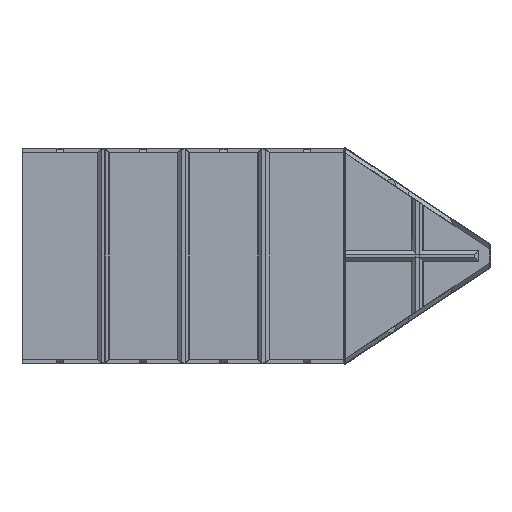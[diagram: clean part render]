
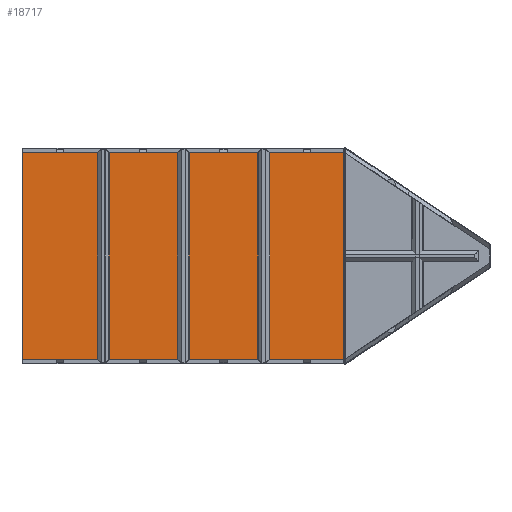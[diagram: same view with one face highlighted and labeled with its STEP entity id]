
A CAD part, front view. The second image highlights one B-rep face of the part: STEP entity #18717.
In plain terms, the highlighted planar face has unit normal (0, -1, 0).
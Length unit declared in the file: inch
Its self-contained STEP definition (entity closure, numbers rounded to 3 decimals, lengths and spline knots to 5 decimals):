
#2346 = DIRECTION ( 'NONE',  ( 1., 0., 0. ) ) ;
#2585 = CARTESIAN_POINT ( 'NONE',  ( 44.75, -0.25, 0. ) ) ;
#2788 = EDGE_CURVE ( 'NONE', #5994, #11098, #9219, .T. ) ;
#3734 = DIRECTION ( 'NONE',  ( 0., -1., 0. ) ) ;
#4603 = CARTESIAN_POINT ( 'NONE',  ( -44.75, -0.25, -28.75 ) ) ;
#5237 = ORIENTED_EDGE ( 'NONE', *, *, #13861, .F. ) ;
#5965 = EDGE_CURVE ( 'NONE', #7171, #11357, #6211, .T. ) ;
#5994 = VERTEX_POINT ( 'NONE', #16105 ) ;
#6211 = LINE ( 'NONE', #9286, #9164 ) ;
#6811 = DIRECTION ( 'NONE',  ( 0., 0., -1. ) ) ;
#7123 = CARTESIAN_POINT ( 'NONE',  ( 0., -0.25, 0. ) ) ;
#7148 = CARTESIAN_POINT ( 'NONE',  ( 44.75, -0.25, -28.75 ) ) ;
#7171 = VERTEX_POINT ( 'NONE', #7148 ) ;
#7440 = CARTESIAN_POINT ( 'NONE',  ( 44.75, -0.25, 28.75 ) ) ;
#9164 = VECTOR ( 'NONE', #17471, 39.37008 ) ;
#9219 = LINE ( 'NONE', #17318, #17315 ) ;
#9286 = CARTESIAN_POINT ( 'NONE',  ( 0., -0.25, -28.75 ) ) ;
#10382 = ORIENTED_EDGE ( 'NONE', *, *, #20331, .F. ) ;
#10847 = LINE ( 'NONE', #2585, #17502 ) ;
#11098 = VERTEX_POINT ( 'NONE', #7440 ) ;
#11357 = VERTEX_POINT ( 'NONE', #4603 ) ;
#11693 = PLANE ( 'NONE',  #18797 ) ;
#13861 = EDGE_CURVE ( 'NONE', #11098, #7171, #10847, .T. ) ;
#16105 = CARTESIAN_POINT ( 'NONE',  ( -44.75, -0.25, 28.75 ) ) ;
#16184 = ORIENTED_EDGE ( 'NONE', *, *, #2788, .F. ) ;
#16420 = FACE_OUTER_BOUND ( 'NONE', #20218, .T. ) ;
#16846 = DIRECTION ( 'NONE',  ( 0., 0., -1. ) ) ;
#16953 = CARTESIAN_POINT ( 'NONE',  ( -44.75, -0.25, 0. ) ) ;
#17315 = VECTOR ( 'NONE', #2346, 39.37008 ) ;
#17318 = CARTESIAN_POINT ( 'NONE',  ( 0., -0.25, 28.75 ) ) ;
#17471 = DIRECTION ( 'NONE',  ( -1., 0., 0. ) ) ;
#17502 = VECTOR ( 'NONE', #6811, 39.37008 ) ;
#18717 = ADVANCED_FACE ( 'NONE', ( #16420 ), #11693, .T. ) ;
#18797 = AXIS2_PLACEMENT_3D ( 'NONE', #7123, #3734, #16846 ) ;
#20153 = LINE ( 'NONE', #16953, #21409 ) ;
#20218 = EDGE_LOOP ( 'NONE', ( #5237, #16184, #10382, #21090 ) ) ;
#20331 = EDGE_CURVE ( 'NONE', #11357, #5994, #20153, .T. ) ;
#20491 = DIRECTION ( 'NONE',  ( 0., 0., 1. ) ) ;
#21090 = ORIENTED_EDGE ( 'NONE', *, *, #5965, .F. ) ;
#21409 = VECTOR ( 'NONE', #20491, 39.37008 ) ;
